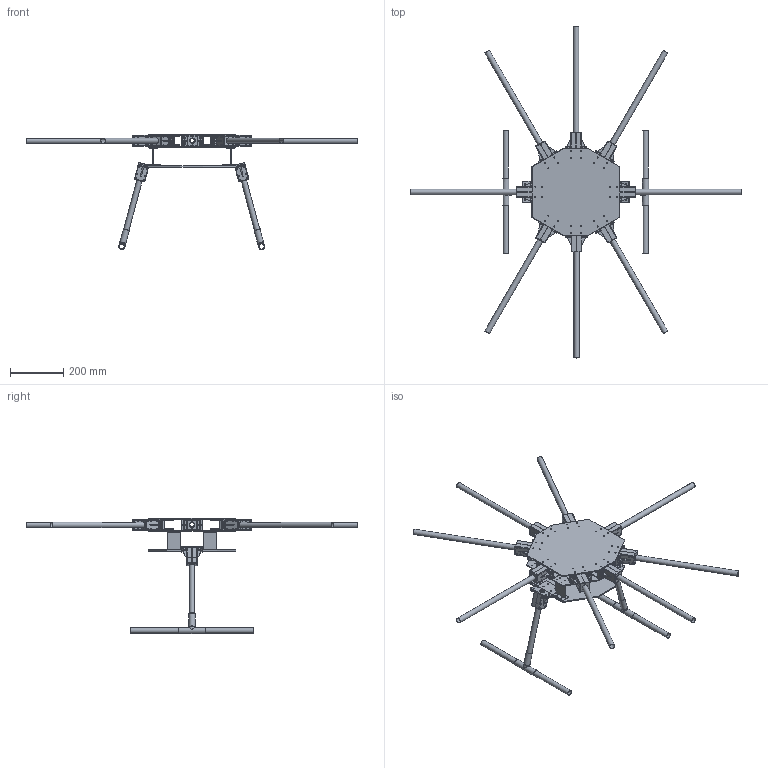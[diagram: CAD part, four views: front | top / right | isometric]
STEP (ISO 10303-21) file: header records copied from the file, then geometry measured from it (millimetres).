
FILE_DESCRIPTION(/* description */ (''),/* implementation_level */ '2;1');
FILE_NAME(/* name */ 'Drone Assembly v9.step',/* time_stamp */ '2022-11-11T14:36:10-06:00',/* author */ (''),/* organization */ (''),/* preprocessor_version */ 'ST-DEVELOPER v19.2',/* originating_system */ 'Autodesk Translation Framework v11.17.0.187',/* authorisation */ '');
FILE_SCHEMA (('AUTOMOTIVE_DESIGN { 1 0 10303 214 3 1 1 }'));
Length unit declared in the file: millimetre
Products named in the file (15): Drone Assembly; Arm; Frame Attatchment; Center of Frame; Stand-Offs; Bottom Center; Center of Frame v4; Top Frame; Center of Frame v3; Leg Attatchment; Leg Attatchment_1; Frame Attatchment v4; Leg; Leg_1; Arm v6
Assembly tree (33 placements, depth 3):
  Drone Assembly
    Arm  x8
    Frame Attatchment  x8
    Stand-Offs  x4
    Center of Frame
    Bottom Center
      Center of Frame v4
    Top Frame
      Center of Frame v3
    Leg Attatchment
      Frame Attatchment v4
    Leg Attatchment_1
      Frame Attatchment v4
    Leg
      Arm v6
    Leg_1
      Arm v6
Bounding box: 1242.32 x 1242.34 x 430.88 mm (x, y, z)
Volume: 2708374.5 mm3; surface area: 1747425.7 mm2
Topology: 51 solids, 51 shells, 1504 faces, 3690 edges, 2370 vertices
Faces by surface type: cylinder 842, plane 562, sphere 80, torus 20
Full cylindrical faces by diameter (mm): 2.529 x224, 4.234 x224, 5 x60, 7 x40, 17 x10, 19 x12, 20 x12, 21 x4, 23 x4
Entity records: 14326 total; most frequent: CARTESIAN_POINT 2619, DIRECTION 2459, ORIENTED_EDGE 2118, EDGE_CURVE 1059, AXIS2_PLACEMENT_3D 960, EDGE_LOOP 789, VERTEX_POINT 688, LINE 539
